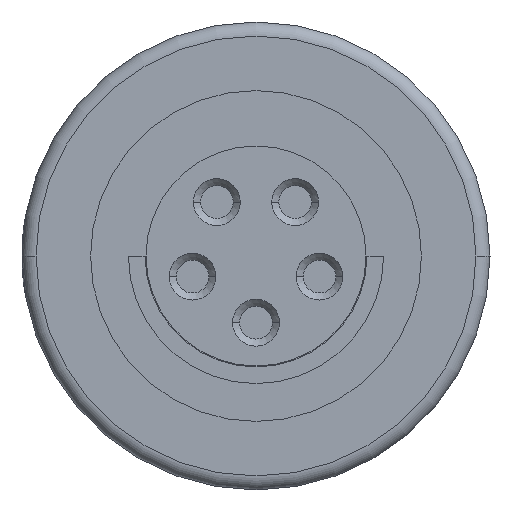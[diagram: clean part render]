
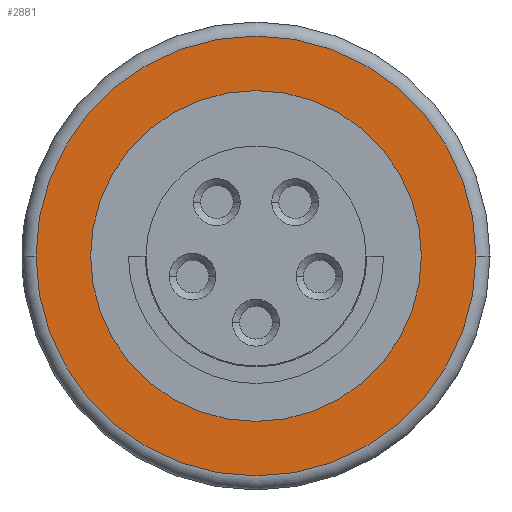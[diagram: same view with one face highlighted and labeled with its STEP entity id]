
A CAD part, left-side view. The second image highlights one B-rep face of the part: STEP entity #2881.
In plain terms, the highlighted planar face has unit normal (-1, 0, 0).
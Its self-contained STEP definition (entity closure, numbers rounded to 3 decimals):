
#127=CARTESIAN_POINT('',(-10.3,0.,0.));
#128=DIRECTION('',(-1.,0.,0.));
#129=DIRECTION('',(0.,1.,0.));
#130=AXIS2_PLACEMENT_3D('',#127,#128,#129);
#135=CARTESIAN_POINT('',(-10.3,0.,0.));
#136=DIRECTION('',(1.,0.,0.));
#137=DIRECTION('',(0.,1.,0.));
#138=AXIS2_PLACEMENT_3D('',#135,#136,#137);
#143=CARTESIAN_POINT('',(-10.3,0.,0.));
#144=DIRECTION('',(-1.,0.,0.));
#145=DIRECTION('',(0.,-1.,0.));
#146=AXIS2_PLACEMENT_3D('',#143,#144,#145);
#151=CARTESIAN_POINT('',(-10.3,0.,0.));
#152=DIRECTION('',(-1.,0.,0.));
#153=DIRECTION('',(0.,1.,0.));
#154=AXIS2_PLACEMENT_3D('',#151,#152,#153);
#2694=CARTESIAN_POINT('',(-10.3,3.535,0.));
#2696=VERTEX_POINT('',#2694);
#2702=CARTESIAN_POINT('',(-10.3,-3.535,0.));
#2704=VERTEX_POINT('',#2702);
#2778=CARTESIAN_POINT('',(-10.3,-4.7,0.));
#2779=CARTESIAN_POINT('',(-10.3,4.7,0.));
#2780=VERTEX_POINT('',#2778);
#2781=VERTEX_POINT('',#2779);
#2866=CARTESIAN_POINT('',(-10.3,0.,0.));
#2867=DIRECTION('',(1.,0.,0.));
#2868=DIRECTION('',(0.,-1.,0.));
#2869=AXIS2_PLACEMENT_3D('',#2866,#2867,#2868);
#2870=PLANE('',#2869);
#2872=ORIENTED_EDGE('',*,*,#2871,.F.);
#2874=ORIENTED_EDGE('',*,*,#2873,.F.);
#2875=EDGE_LOOP('',(#2872,#2874));
#2876=FACE_OUTER_BOUND('',#2875,.F.);
#2877=ORIENTED_EDGE('',*,*,#2859,.F.);
#2878=ORIENTED_EDGE('',*,*,#2848,.T.);
#2879=EDGE_LOOP('',(#2877,#2878));
#2880=FACE_BOUND('',#2879,.F.);
#131=CIRCLE('',#130,3.535);
#139=CIRCLE('',#138,3.535);
#147=CIRCLE('',#146,4.7);
#155=CIRCLE('',#154,4.7);
#2848=EDGE_CURVE('',#2696,#2704,#131,.T.);
#2859=EDGE_CURVE('',#2696,#2704,#139,.T.);
#2871=EDGE_CURVE('',#2780,#2781,#147,.T.);
#2873=EDGE_CURVE('',#2781,#2780,#155,.T.);
#2881=ADVANCED_FACE('',(#2876,#2880),#2870,.F.);
